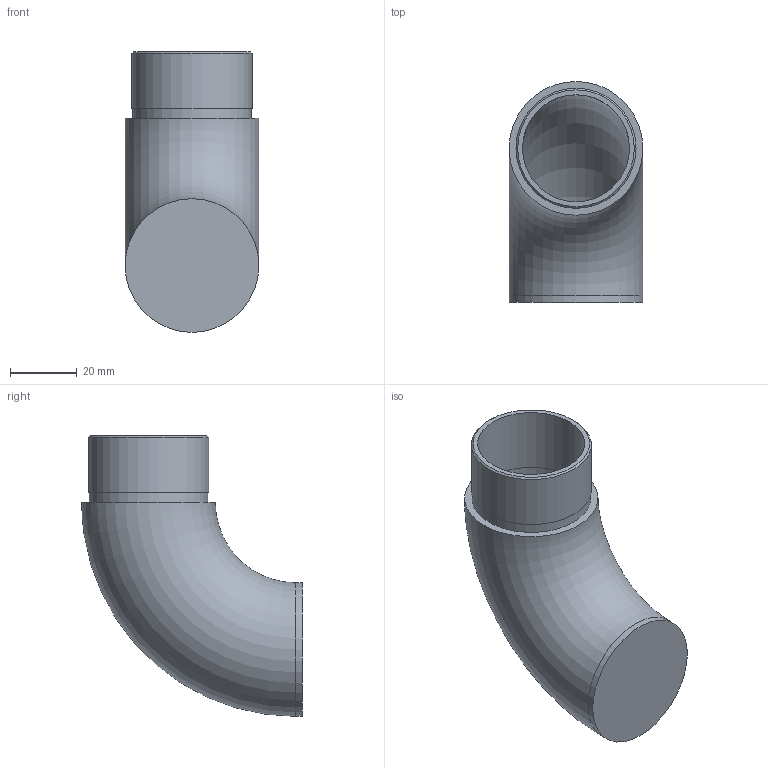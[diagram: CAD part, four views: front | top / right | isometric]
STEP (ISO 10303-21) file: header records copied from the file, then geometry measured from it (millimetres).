
FILE_DESCRIPTION (( 'STEP AP203' ), '1' );
FILE_NAME ('56202-320-40.step', '2020-03-04T10:25:31', ( '' ), ( '' ), 'SwSTEP 2.0', 'SolidWorks 2015', '' );
FILE_SCHEMA (( 'CONFIG_CONTROL_DESIGN' ));
Length unit declared in the file: millimetre
Products named in the file (2): 56202-320-40
Bounding box: 40 x 66 x 84 mm (x, y, z)
Volume: 37857.9 mm3; surface area: 22683.4 mm2
Topology: 1 solids, 1 shells, 269 faces, 706 edges, 470 vertices
Faces by surface type: bspline 124, plane 110, cylinder 32, torus 2, cone 1
Full cylindrical faces by diameter (mm): 32 x1, 35.5 x1, 35.9 x1, 40 x1
Entity records: 13682 total; most frequent: CARTESIAN_POINT 7758, ORIENTED_EDGE 1396, DIRECTION 815, EDGE_CURVE 698, VERTEX_POINT 469, LINE 323, VECTOR 323, EDGE_LOOP 307
